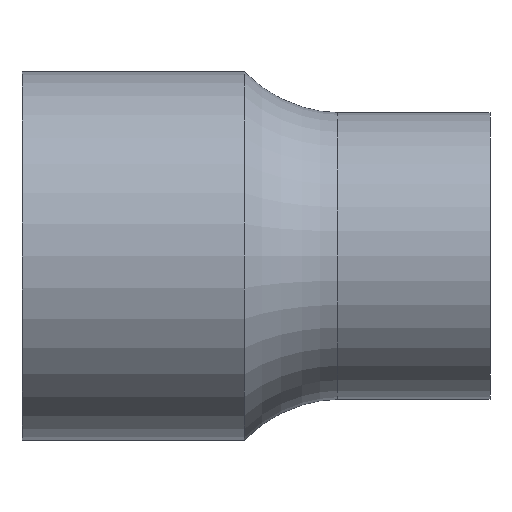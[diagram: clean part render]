
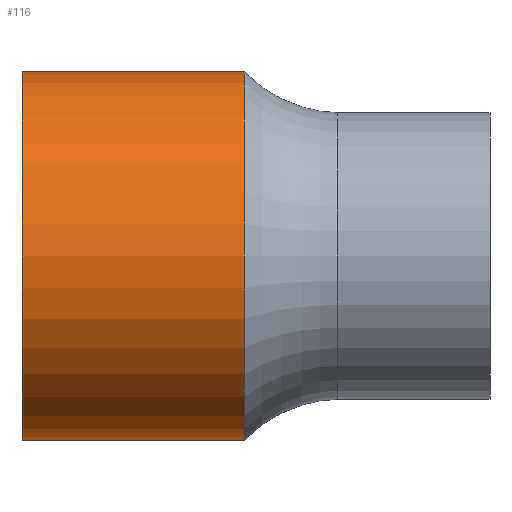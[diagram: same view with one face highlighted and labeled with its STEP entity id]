
A CAD part, front view. The second image highlights one B-rep face of the part: STEP entity #116.
In plain terms, the highlighted cylindrical face has radius 31.5 mm (diameter 63 mm), a full revolution.
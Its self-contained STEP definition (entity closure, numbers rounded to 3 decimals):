
#21=FACE_BOUND($,#45,.T.);
#33=FACE_OUTER_BOUND($,#44,.T.);
#44=EDGE_LOOP($,(#94));
#45=EDGE_LOOP($,(#95));
#64=CIRCLE($,#136,31.5);
#65=CIRCLE($,#137,31.5);
#74=VERTEX_POINT($,#205);
#75=VERTEX_POINT($,#207);
#84=EDGE_CURVE($,#74,#74,#64,.T.);
#85=EDGE_CURVE($,#75,#75,#65,.T.);
#94=ORIENTED_EDGE($,*,*,#84,.T.);
#95=ORIENTED_EDGE($,*,*,#85,.F.);
#111=CYLINDRICAL_SURFACE($,#135,31.5);
#116=ADVANCED_FACE($,(#33,#21),#111,.T.);
#135=AXIS2_PLACEMENT_3D($,#204,#166,#167);
#136=AXIS2_PLACEMENT_3D($,#206,#168,#169);
#137=AXIS2_PLACEMENT_3D($,#208,#170,#171);
#166=DIRECTION('center_axis',(-1.,0.,0.));
#167=DIRECTION('ref_axis',(0.,1.,0.));
#168=DIRECTION('center_axis',(-1.,0.,0.));
#169=DIRECTION('ref_axis',(0.,1.,0.));
#170=DIRECTION('center_axis',(-1.,0.,0.));
#171=DIRECTION('ref_axis',(0.,1.,0.));
#204=CARTESIAN_POINT('Origin',(-15.909,0.,0.));
#205=CARTESIAN_POINT('',(3.091,0.,-31.5));
#206=CARTESIAN_POINT('Origin',(3.091,0.,0.));
#207=CARTESIAN_POINT('',(-34.909,-31.5,0.));
#208=CARTESIAN_POINT('Origin',(-34.909,0.,0.));
